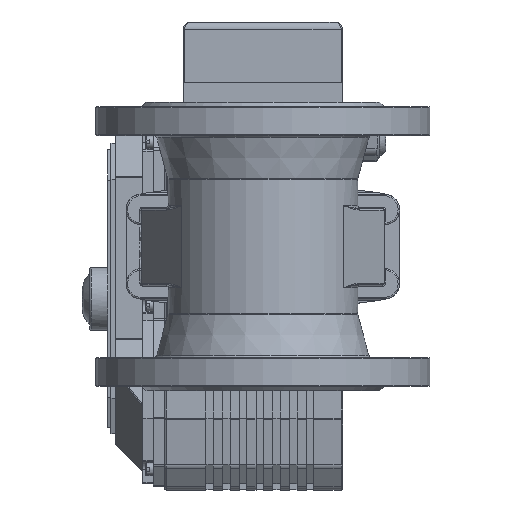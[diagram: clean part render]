
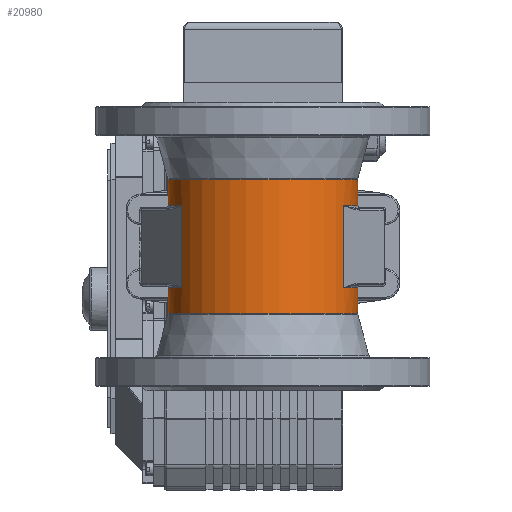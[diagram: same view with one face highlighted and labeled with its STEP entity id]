
A CAD part, front view. The second image highlights one B-rep face of the part: STEP entity #20980.
In plain terms, the highlighted cylindrical face has radius 62.5 mm (diameter 125 mm), a full revolution.
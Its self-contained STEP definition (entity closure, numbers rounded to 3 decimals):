
#844=CIRCLE('',#22543,62.5);
#845=CIRCLE('',#22544,62.5);
#848=CIRCLE('',#22551,62.5);
#869=CIRCLE('',#22581,62.5);
#870=CIRCLE('',#22582,62.5);
#871=CIRCLE('',#22584,62.5);
#893=CIRCLE('',#22629,62.5);
#894=CIRCLE('',#22630,62.5);
#897=CIRCLE('',#22637,62.5);
#918=CIRCLE('',#22669,62.5);
#919=CIRCLE('',#22670,62.5);
#920=CIRCLE('',#22672,62.5);
#1836=CYLINDRICAL_SURFACE('',#22671,62.5);
#2428=FACE_OUTER_BOUND('',#3669,.T.);
#3669=EDGE_LOOP('',(#14484,#14485,#14486,#14487,#14488,#14489,#14490,#14491,
#14492,#14493,#14494,#14495,#14496,#14497,#14498,#14499,#14500,#14501,#14502,
#14503,#14504,#14505));
#4894=LINE('',#33423,#6646);
#4895=LINE('',#33660,#6647);
#4914=LINE('',#34007,#6666);
#4915=LINE('',#34102,#6667);
#4916=LINE('',#34340,#6668);
#4920=LINE('',#34546,#6672);
#4921=LINE('',#34547,#6673);
#4922=LINE('',#34549,#6674);
#6646=VECTOR('',#25404,10.);
#6647=VECTOR('',#25419,10.);
#6666=VECTOR('',#25582,10.);
#6667=VECTOR('',#25595,10.);
#6668=VECTOR('',#25612,10.);
#6672=VECTOR('',#25678,62.5);
#6673=VECTOR('',#25679,62.5);
#6674=VECTOR('',#25682,10.);
#8483=VERTEX_POINT('',#33318);
#8484=VERTEX_POINT('',#33338);
#8485=VERTEX_POINT('',#33340);
#8487=VERTEX_POINT('',#33422);
#8489=VERTEX_POINT('',#33539);
#8491=VERTEX_POINT('',#33659);
#8495=VERTEX_POINT('',#33808);
#8509=VERTEX_POINT('',#33865);
#8510=VERTEX_POINT('',#33867);
#8531=VERTEX_POINT('',#33987);
#8533=VERTEX_POINT('',#34011);
#8534=VERTEX_POINT('',#34020);
#8535=VERTEX_POINT('',#34093);
#8538=VERTEX_POINT('',#34212);
#8539=VERTEX_POINT('',#34331);
#8543=VERTEX_POINT('',#34482);
#8557=VERTEX_POINT('',#34540);
#8558=VERTEX_POINT('',#34542);
#10630=EDGE_CURVE('',#8484,#8483,#844,.T.);
#10631=EDGE_CURVE('',#8485,#8484,#845,.T.);
#10636=EDGE_CURVE('',#8487,#8485,#4894,.T.);
#10641=EDGE_CURVE('',#8489,#8487,#848,.T.);
#10646=EDGE_CURVE('',#8491,#8489,#4895,.T.);
#10673=EDGE_CURVE('',#8510,#8509,#869,.T.);
#10674=EDGE_CURVE('',#8509,#8510,#870,.T.);
#10675=EDGE_CURVE('',#8495,#8491,#871,.T.);
#10715=EDGE_CURVE('',#8531,#8483,#4914,.T.);
#10718=EDGE_CURVE('',#8533,#8534,#893,.T.);
#10719=EDGE_CURVE('',#8534,#8531,#894,.T.);
#10723=EDGE_CURVE('',#8535,#8533,#4915,.T.);
#10729=EDGE_CURVE('',#8538,#8535,#897,.T.);
#10733=EDGE_CURVE('',#8539,#8538,#4916,.T.);
#10760=EDGE_CURVE('',#8557,#8558,#918,.T.);
#10761=EDGE_CURVE('',#8558,#8557,#919,.T.);
#10762=EDGE_CURVE('',#8510,#8484,#4920,.T.);
#10763=EDGE_CURVE('',#8534,#8558,#4921,.T.);
#10764=EDGE_CURVE('',#8543,#8539,#920,.T.);
#10765=EDGE_CURVE('',#8543,#8495,#4922,.T.);
#14484=ORIENTED_EDGE('',*,*,#10673,.T.);
#14485=ORIENTED_EDGE('',*,*,#10674,.T.);
#14486=ORIENTED_EDGE('',*,*,#10762,.T.);
#14487=ORIENTED_EDGE('',*,*,#10630,.T.);
#14488=ORIENTED_EDGE('',*,*,#10715,.F.);
#14489=ORIENTED_EDGE('',*,*,#10719,.F.);
#14490=ORIENTED_EDGE('',*,*,#10763,.T.);
#14491=ORIENTED_EDGE('',*,*,#10760,.F.);
#14492=ORIENTED_EDGE('',*,*,#10761,.F.);
#14493=ORIENTED_EDGE('',*,*,#10763,.F.);
#14494=ORIENTED_EDGE('',*,*,#10718,.F.);
#14495=ORIENTED_EDGE('',*,*,#10723,.F.);
#14496=ORIENTED_EDGE('',*,*,#10729,.F.);
#14497=ORIENTED_EDGE('',*,*,#10733,.F.);
#14498=ORIENTED_EDGE('',*,*,#10764,.F.);
#14499=ORIENTED_EDGE('',*,*,#10765,.T.);
#14500=ORIENTED_EDGE('',*,*,#10675,.T.);
#14501=ORIENTED_EDGE('',*,*,#10646,.T.);
#14502=ORIENTED_EDGE('',*,*,#10641,.T.);
#14503=ORIENTED_EDGE('',*,*,#10636,.T.);
#14504=ORIENTED_EDGE('',*,*,#10631,.T.);
#14505=ORIENTED_EDGE('',*,*,#10762,.F.);
#20980=ADVANCED_FACE('',(#2428),#1836,.T.);
#22543=AXIS2_PLACEMENT_3D('',#33339,#25394,#25395);
#22544=AXIS2_PLACEMENT_3D('',#33341,#25396,#25397);
#22551=AXIS2_PLACEMENT_3D('',#33540,#25411,#25412);
#22581=AXIS2_PLACEMENT_3D('',#33868,#25474,#25475);
#22582=AXIS2_PLACEMENT_3D('',#33869,#25476,#25477);
#22584=AXIS2_PLACEMENT_3D('',#33871,#25480,#25481);
#22629=AXIS2_PLACEMENT_3D('',#34021,#25587,#25588);
#22630=AXIS2_PLACEMENT_3D('',#34022,#25589,#25590);
#22637=AXIS2_PLACEMENT_3D('',#34221,#25604,#25605);
#22669=AXIS2_PLACEMENT_3D('',#34543,#25672,#25673);
#22670=AXIS2_PLACEMENT_3D('',#34544,#25674,#25675);
#22671=AXIS2_PLACEMENT_3D('',#34545,#25676,#25677);
#22672=AXIS2_PLACEMENT_3D('',#34548,#25680,#25681);
#25394=DIRECTION('center_axis',(0.,0.,-1.));
#25395=DIRECTION('ref_axis',(0.94,0.341,0.));
#25396=DIRECTION('center_axis',(0.,0.,-1.));
#25397=DIRECTION('ref_axis',(0.94,0.341,0.));
#25404=DIRECTION('',(0.,0.,1.));
#25411=DIRECTION('center_axis',(0.,0.,-1.));
#25412=DIRECTION('ref_axis',(0.,1.,0.));
#25419=DIRECTION('',(0.,0.,-1.));
#25474=DIRECTION('center_axis',(0.,0.,1.));
#25475=DIRECTION('ref_axis',(1.,0.,0.));
#25476=DIRECTION('center_axis',(0.,0.,1.));
#25477=DIRECTION('ref_axis',(1.,0.,0.));
#25480=DIRECTION('center_axis',(0.,0.,-1.));
#25481=DIRECTION('ref_axis',(-0.94,0.341,0.));
#25582=DIRECTION('',(0.,0.,-1.));
#25587=DIRECTION('center_axis',(0.,0.,-1.));
#25588=DIRECTION('ref_axis',(0.94,0.341,0.));
#25589=DIRECTION('center_axis',(0.,0.,-1.));
#25590=DIRECTION('ref_axis',(0.94,0.341,0.));
#25595=DIRECTION('',(0.,0.,-1.));
#25604=DIRECTION('center_axis',(0.,0.,-1.));
#25605=DIRECTION('ref_axis',(0.,1.,0.));
#25612=DIRECTION('',(0.,0.,1.));
#25672=DIRECTION('center_axis',(0.,0.,1.));
#25673=DIRECTION('ref_axis',(1.,0.,0.));
#25674=DIRECTION('center_axis',(0.,0.,1.));
#25675=DIRECTION('ref_axis',(1.,0.,0.));
#25676=DIRECTION('center_axis',(0.,0.,-1.));
#25677=DIRECTION('ref_axis',(-1.,0.,0.));
#25678=DIRECTION('',(0.,0.,1.));
#25679=DIRECTION('',(0.,0.,1.));
#25680=DIRECTION('center_axis',(0.,0.,-1.));
#25681=DIRECTION('ref_axis',(-0.94,0.341,0.));
#25682=DIRECTION('',(0.,0.,-1.));
#33318=CARTESIAN_POINT('',(53.302,-32.636,-119.));
#33338=CARTESIAN_POINT('',(62.5,0.,-119.));
#33339=CARTESIAN_POINT('Origin',(0.,0.,-119.));
#33340=CARTESIAN_POINT('',(21.318,58.752,-119.));
#33341=CARTESIAN_POINT('Origin',(0.,0.,-119.));
#33422=CARTESIAN_POINT('',(21.318,58.752,-124.));
#33423=CARTESIAN_POINT('',(21.318,58.752,-165.));
#33539=CARTESIAN_POINT('',(-21.318,58.752,-124.));
#33540=CARTESIAN_POINT('Origin',(0.,0.,-124.));
#33659=CARTESIAN_POINT('',(-21.318,58.752,-119.));
#33660=CARTESIAN_POINT('',(-21.318,58.752,-165.));
#33808=CARTESIAN_POINT('',(-53.302,-32.636,-119.));
#33865=CARTESIAN_POINT('',(-62.5,0.,-136.237));
#33867=CARTESIAN_POINT('',(62.5,0.,-136.237));
#33868=CARTESIAN_POINT('Origin',(0.,0.,-136.237));
#33869=CARTESIAN_POINT('Origin',(0.,0.,-136.237));
#33871=CARTESIAN_POINT('Origin',(0.,0.,-119.));
#33987=CARTESIAN_POINT('',(53.302,-32.636,-65.));
#34007=CARTESIAN_POINT('',(53.302,-32.636,-19.));
#34011=CARTESIAN_POINT('',(21.318,58.752,-65.));
#34020=CARTESIAN_POINT('',(62.5,0.,-65.));
#34021=CARTESIAN_POINT('Origin',(0.,0.,-65.));
#34022=CARTESIAN_POINT('Origin',(0.,0.,-65.));
#34093=CARTESIAN_POINT('',(21.318,58.752,-60.));
#34102=CARTESIAN_POINT('',(21.318,58.752,-19.));
#34212=CARTESIAN_POINT('',(-21.318,58.752,-60.));
#34221=CARTESIAN_POINT('Origin',(0.,0.,-60.));
#34331=CARTESIAN_POINT('',(-21.318,58.752,-65.));
#34340=CARTESIAN_POINT('',(-21.318,58.752,-19.));
#34482=CARTESIAN_POINT('',(-53.302,-32.636,-65.));
#34540=CARTESIAN_POINT('',(-62.5,0.,-47.763));
#34542=CARTESIAN_POINT('',(62.5,0.,-47.763));
#34543=CARTESIAN_POINT('Origin',(0.,0.,-47.763));
#34544=CARTESIAN_POINT('Origin',(0.,0.,-47.763));
#34545=CARTESIAN_POINT('Origin',(0.,0.,-19.));
#34546=CARTESIAN_POINT('',(62.5,0.,-19.));
#34547=CARTESIAN_POINT('',(62.5,0.,-19.));
#34548=CARTESIAN_POINT('Origin',(0.,0.,-65.));
#34549=CARTESIAN_POINT('',(-53.302,-32.636,-19.));
